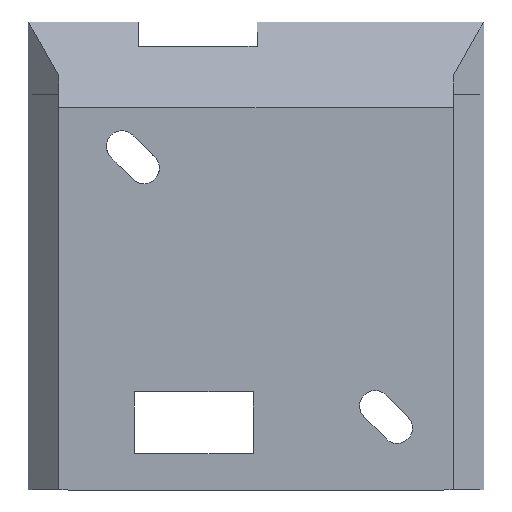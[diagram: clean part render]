
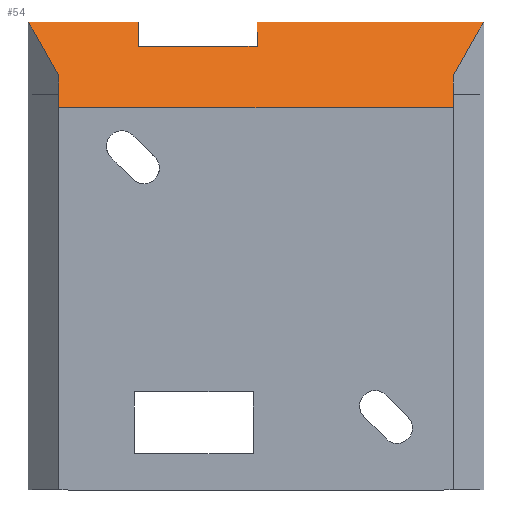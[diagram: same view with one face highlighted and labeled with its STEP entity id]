
A CAD part, front view. The second image highlights one B-rep face of the part: STEP entity #54.
In plain terms, the highlighted planar face has unit normal (0, -0.873, 0.487).
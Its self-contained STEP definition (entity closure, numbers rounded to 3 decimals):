
#54=ADVANCED_FACE('',(#98),#724,.T.);
#98=FACE_OUTER_BOUND('',#147,.T.);
#147=EDGE_LOOP('',(#313,#314,#315,#316,#317,#318,#319,#320,#321,#322,#323,
#324));
#313=ORIENTED_EDGE('',*,*,#478,.T.);
#314=ORIENTED_EDGE('',*,*,#475,.F.);
#315=ORIENTED_EDGE('',*,*,#479,.F.);
#316=ORIENTED_EDGE('',*,*,#480,.F.);
#317=ORIENTED_EDGE('',*,*,#457,.F.);
#318=ORIENTED_EDGE('',*,*,#481,.F.);
#319=ORIENTED_EDGE('',*,*,#482,.F.);
#320=ORIENTED_EDGE('',*,*,#470,.F.);
#321=ORIENTED_EDGE('',*,*,#483,.T.);
#322=ORIENTED_EDGE('',*,*,#484,.T.);
#323=ORIENTED_EDGE('',*,*,#485,.T.);
#324=ORIENTED_EDGE('',*,*,#486,.T.);
#457=EDGE_CURVE('',#651,#642,#572,.T.);
#470=EDGE_CURVE('',#675,#676,#584,.T.);
#475=EDGE_CURVE('',#677,#678,#589,.T.);
#478=EDGE_CURVE('',#681,#678,#592,.T.);
#479=EDGE_CURVE('',#643,#677,#593,.T.);
#480=EDGE_CURVE('',#642,#643,#594,.T.);
#481=EDGE_CURVE('',#655,#651,#595,.T.);
#482=EDGE_CURVE('',#676,#655,#596,.T.);
#483=EDGE_CURVE('',#675,#682,#597,.T.);
#484=EDGE_CURVE('',#682,#683,#598,.T.);
#485=EDGE_CURVE('',#683,#684,#599,.T.);
#486=EDGE_CURVE('',#684,#681,#600,.T.);
#572=B_SPLINE_CURVE_WITH_KNOTS('',1,(#1451,#1452),.UNSPECIFIED.,.F.,.F.,
(2,2),(0.,40.648),.UNSPECIFIED.);
#584=B_SPLINE_CURVE_WITH_KNOTS('',3,(#1485,#1486,#1487,#1488),
 .UNSPECIFIED.,.F.,.F.,(4,4),(0.,7.051),.UNSPECIFIED.);
#589=B_SPLINE_CURVE_WITH_KNOTS('',3,(#1497,#1498,#1499,#1500),
 .UNSPECIFIED.,.F.,.F.,(4,4),(0.,7.051),.UNSPECIFIED.);
#592=B_SPLINE_CURVE_WITH_KNOTS('',1,(#1505,#1506),.UNSPECIFIED.,.F.,.F.,
(2,2),(0.,11.286),.UNSPECIFIED.);
#593=B_SPLINE_CURVE_WITH_KNOTS('',1,(#1507,#1508),.UNSPECIFIED.,.F.,.F.,
(2,2),(-2.216,0.),.UNSPECIFIED.);
#594=B_SPLINE_CURVE_WITH_KNOTS('',1,(#1509,#1510),.UNSPECIFIED.,.F.,.F.,
(2,2),(-1.589,0.),.UNSPECIFIED.);
#595=B_SPLINE_CURVE_WITH_KNOTS('',1,(#1511,#1512),.UNSPECIFIED.,.F.,.F.,
(2,2),(-1.589,0.),.UNSPECIFIED.);
#596=B_SPLINE_CURVE_WITH_KNOTS('',1,(#1513,#1514),.UNSPECIFIED.,.F.,.F.,
(2,2),(-2.216,0.),.UNSPECIFIED.);
#597=B_SPLINE_CURVE_WITH_KNOTS('',1,(#1515,#1516),.UNSPECIFIED.,.F.,.F.,
(2,2),(0.,23.304),.UNSPECIFIED.);
#598=B_SPLINE_CURVE_WITH_KNOTS('',1,(#1517,#1518),.UNSPECIFIED.,.F.,.F.,
(2,2),(0.,2.856),.UNSPECIFIED.);
#599=B_SPLINE_CURVE_WITH_KNOTS('',1,(#1519,#1520),.UNSPECIFIED.,.F.,.F.,
(2,2),(0.,12.236),.UNSPECIFIED.);
#600=B_SPLINE_CURVE_WITH_KNOTS('',1,(#1521,#1522),.UNSPECIFIED.,.F.,.F.,
(2,2),(0.,2.856),.UNSPECIFIED.);
#642=VERTEX_POINT('',#1110);
#643=VERTEX_POINT('',#1111);
#651=VERTEX_POINT('',#1119);
#655=VERTEX_POINT('',#1123);
#675=VERTEX_POINT('',#1143);
#676=VERTEX_POINT('',#1144);
#677=VERTEX_POINT('',#1145);
#678=VERTEX_POINT('',#1146);
#681=VERTEX_POINT('',#1149);
#682=VERTEX_POINT('',#1150);
#683=VERTEX_POINT('',#1151);
#684=VERTEX_POINT('',#1152);
#724=PLANE('',#852);
#852=AXIS2_PLACEMENT_3D('',#1074,#895,$);
#895=DIRECTION('',(0.,-0.873,0.487));
#1074=CARTESIAN_POINT('',(-28.216,2.517,49.247));
#1110=CARTESIAN_POINT('',(-20.324,-3.,39.361));
#1111=CARTESIAN_POINT('',(-20.324,-2.226,40.749));
#1119=CARTESIAN_POINT('',(20.324,-3.,39.361));
#1123=CARTESIAN_POINT('',(20.324,-2.226,40.749));
#1143=CARTESIAN_POINT('',(23.413,1.943,48.219));
#1144=CARTESIAN_POINT('',(20.324,-1.146,42.684));
#1145=CARTESIAN_POINT('',(-20.324,-1.146,42.684));
#1146=CARTESIAN_POINT('',(-23.413,1.943,48.219));
#1149=CARTESIAN_POINT('',(-12.127,1.943,48.219));
#1150=CARTESIAN_POINT('',(0.109,1.943,48.219));
#1151=CARTESIAN_POINT('',(0.109,0.552,45.725));
#1152=CARTESIAN_POINT('',(-12.127,0.552,45.725));
#1451=CARTESIAN_POINT('',(20.324,-3.,39.361));
#1452=CARTESIAN_POINT('',(-20.324,-3.,39.361));
#1485=CARTESIAN_POINT('',(23.413,1.943,48.219));
#1486=CARTESIAN_POINT('',(22.383,0.914,46.374));
#1487=CARTESIAN_POINT('',(21.354,-0.116,44.529));
#1488=CARTESIAN_POINT('',(20.324,-1.146,42.684));
#1497=CARTESIAN_POINT('',(-20.324,-1.146,42.684));
#1498=CARTESIAN_POINT('',(-21.354,-0.116,44.529));
#1499=CARTESIAN_POINT('',(-22.383,0.914,46.374));
#1500=CARTESIAN_POINT('',(-23.413,1.943,48.219));
#1505=CARTESIAN_POINT('',(-12.127,1.943,48.219));
#1506=CARTESIAN_POINT('',(-23.413,1.943,48.219));
#1507=CARTESIAN_POINT('',(-20.324,-2.226,40.749));
#1508=CARTESIAN_POINT('',(-20.324,-1.146,42.684));
#1509=CARTESIAN_POINT('',(-20.324,-3.,39.361));
#1510=CARTESIAN_POINT('',(-20.324,-2.226,40.749));
#1511=CARTESIAN_POINT('',(20.324,-2.226,40.749));
#1512=CARTESIAN_POINT('',(20.324,-3.,39.361));
#1513=CARTESIAN_POINT('',(20.324,-1.146,42.684));
#1514=CARTESIAN_POINT('',(20.324,-2.226,40.749));
#1515=CARTESIAN_POINT('',(23.413,1.943,48.219));
#1516=CARTESIAN_POINT('',(0.109,1.943,48.219));
#1517=CARTESIAN_POINT('',(0.109,1.943,48.219));
#1518=CARTESIAN_POINT('',(0.109,0.552,45.725));
#1519=CARTESIAN_POINT('',(0.109,0.552,45.725));
#1520=CARTESIAN_POINT('',(-12.127,0.552,45.725));
#1521=CARTESIAN_POINT('',(-12.127,0.552,45.725));
#1522=CARTESIAN_POINT('',(-12.127,1.943,48.219));
